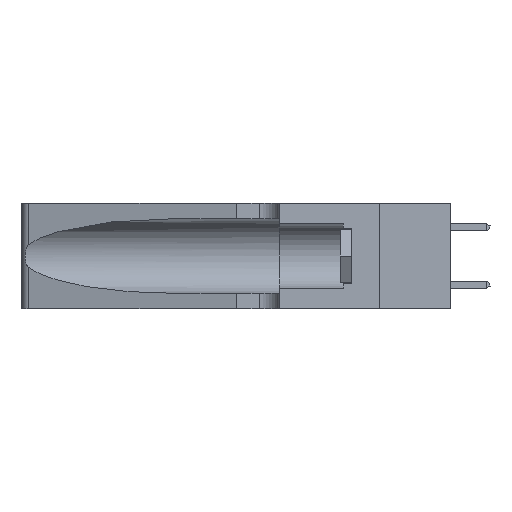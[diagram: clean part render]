
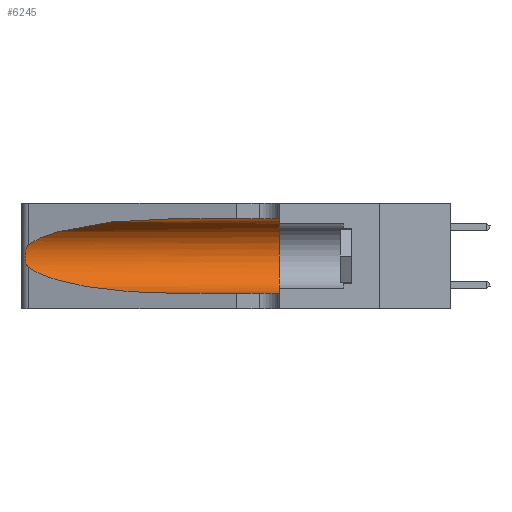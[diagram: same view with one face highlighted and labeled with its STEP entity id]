
A CAD part, left-side view. The second image highlights one B-rep face of the part: STEP entity #6245.
In plain terms, the highlighted cylindrical face has radius 3.308 mm (diameter 6.617 mm), a partial arc.
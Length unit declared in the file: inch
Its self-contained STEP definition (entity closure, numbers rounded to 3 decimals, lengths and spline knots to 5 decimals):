
#24 = DIRECTION ( 'NONE',  ( 0., -1., 0. ) ) ;
#468 =( BOUNDED_CURVE ( )  B_SPLINE_CURVE ( 3, ( #21596, #3164, #8473, #26822 ),
 .UNSPECIFIED., .F., .F. ) 
 B_SPLINE_CURVE_WITH_KNOTS ( ( 4, 4 ),
 ( 3.44316, 4.71239 ),
 .UNSPECIFIED. ) 
 CURVE ( )  GEOMETRIC_REPRESENTATION_ITEM ( )  RATIONAL_B_SPLINE_CURVE ( ( 1., 0.87, 0.87, 1. ) ) 
 REPRESENTATION_ITEM ( '' )  );
#729 = CARTESIAN_POINT ( 'NONE',  ( 0.1305, 0.35, 0.31525 ) ) ;
#835 = CARTESIAN_POINT ( 'NONE',  ( 0.18966, 0.96281, 0.31525 ) ) ;
#1309 = VERTEX_POINT ( 'NONE', #24523 ) ;
#1816 = LINE ( 'NONE', #17467, #13360 ) ;
#2343 = EDGE_CURVE ( 'NONE', #1309, #14321, #33586, .T. ) ;
#2558 = ORIENTED_EDGE ( 'NONE', *, *, #31093, .T. ) ;
#2592 = CARTESIAN_POINT ( 'NONE',  ( 0.25787, 1.23484, 0.2124 ) ) ;
#2844 = DIRECTION ( 'NONE',  ( 0., 1., 0. ) ) ;
#3164 = CARTESIAN_POINT ( 'NONE',  ( 0.2373, 1.15595, 0.08982 ) ) ;
#4425 = CARTESIAN_POINT ( 'NONE',  ( 0.25487, 1.22718, 0.14631 ) ) ;
#5257 = CARTESIAN_POINT ( 'NONE',  ( 0.26018, 1.23835, 0.19895 ) ) ;
#5947 = AXIS2_PLACEMENT_3D ( 'NONE', #18634, #2844, #21297 ) ;
#6245 = ADVANCED_FACE ( 'NONE', ( #10220 ), #30269, .F. ) ;
#6571 =( BOUNDED_CURVE ( )  B_SPLINE_CURVE ( 3, ( #27110, #835, #29705, #14056 ),
 .UNSPECIFIED., .F., .F. ) 
 B_SPLINE_CURVE_WITH_KNOTS ( ( 4, 4 ),
 ( 1.5708, 2.84003 ),
 .UNSPECIFIED. ) 
 CURVE ( )  GEOMETRIC_REPRESENTATION_ITEM ( )  RATIONAL_B_SPLINE_CURVE ( ( 1., 0.87, 0.87, 1. ) ) 
 REPRESENTATION_ITEM ( '' )  );
#6743 = VERTEX_POINT ( 'NONE', #8373 ) ;
#7903 = CARTESIAN_POINT ( 'NONE',  ( 0.26075, 1.23896, 0.178 ) ) ;
#8257 = CIRCLE ( 'NONE', #5947, 0.13025 ) ;
#8373 = CARTESIAN_POINT ( 'NONE',  ( 0.1305, 0.72297, 0.05475 ) ) ;
#8473 = CARTESIAN_POINT ( 'NONE',  ( 0.18966, 0.96281, 0.05475 ) ) ;
#9406 = EDGE_CURVE ( 'NONE', #1309, #31905, #6571, .T. ) ;
#10220 = FACE_OUTER_BOUND ( 'NONE', #30312, .T. ) ;
#10254 = EDGE_CURVE ( 'NONE', #22494, #6743, #468, .T. ) ;
#10555 = CARTESIAN_POINT ( 'NONE',  ( 0.25856, 1.23593, 0.16098 ) ) ;
#11635 = DIRECTION ( 'NONE',  ( 0., -1., 0. ) ) ;
#12655 = CARTESIAN_POINT ( 'NONE',  ( 0.25487, 1.22718, 0.22369 ) ) ;
#12788 = VECTOR ( 'NONE', #24, 39.37008 ) ;
#13195 = AXIS2_PLACEMENT_3D ( 'NONE', #19461, #11635, #27326 ) ;
#13205 = CARTESIAN_POINT ( 'NONE',  ( 0.25639, 1.23186, 0.15144 ) ) ;
#13360 = VECTOR ( 'NONE', #22635, 39.37008 ) ;
#14056 = CARTESIAN_POINT ( 'NONE',  ( 0.25487, 1.22718, 0.22369 ) ) ;
#14125 = CARTESIAN_POINT ( 'NONE',  ( 0.1305, 0.35, 0.05475 ) ) ;
#14321 = VERTEX_POINT ( 'NONE', #729 ) ;
#15361 = EDGE_CURVE ( 'NONE', #31905, #22494, #16268, .T. ) ;
#15836 = CARTESIAN_POINT ( 'NONE',  ( 0.25487, 1.22718, 0.14631 ) ) ;
#16118 = ORIENTED_EDGE ( 'NONE', *, *, #15361, .T. ) ;
#16268 = B_SPLINE_CURVE_WITH_KNOTS ( 'NONE', 3,
 ( #26144, #28756, #18381, #2592, #21043, #5257, #23632, #7903, #26265, #10555, #28872, #13205, #31467, #15836 ),
 .UNSPECIFIED., .F., .F.,
 ( 4, 2, 2, 2, 2, 2, 4 ),
 ( 0., 0.00027, 0.00053, 0.00107, 0.0016, 0.00187, 0.00214 ),
 .UNSPECIFIED. ) ;
#16606 = ORIENTED_EDGE ( 'NONE', *, *, #9406, .T. ) ;
#17467 = CARTESIAN_POINT ( 'NONE',  ( 0.1305, 1.61858, 0.05475 ) ) ;
#18381 = CARTESIAN_POINT ( 'NONE',  ( 0.25639, 1.23184, 0.21858 ) ) ;
#18634 = CARTESIAN_POINT ( 'NONE',  ( 0.1305, 0.35, 0.185 ) ) ;
#19461 = CARTESIAN_POINT ( 'NONE',  ( 0.1305, 1.61858, 0.185 ) ) ;
#21018 = VERTEX_POINT ( 'NONE', #14125 ) ;
#21043 = CARTESIAN_POINT ( 'NONE',  ( 0.25854, 1.2359, 0.20912 ) ) ;
#21297 = DIRECTION ( 'NONE',  ( 0., 0., 1. ) ) ;
#21596 = CARTESIAN_POINT ( 'NONE',  ( 0.25487, 1.22718, 0.14631 ) ) ;
#22494 = VERTEX_POINT ( 'NONE', #4425 ) ;
#22635 = DIRECTION ( 'NONE',  ( 0., -1., 0. ) ) ;
#22725 = ORIENTED_EDGE ( 'NONE', *, *, #10254, .T. ) ;
#22754 = ORIENTED_EDGE ( 'NONE', *, *, #2343, .F. ) ;
#23455 = EDGE_CURVE ( 'NONE', #14321, #21018, #8257, .T. ) ;
#23632 = CARTESIAN_POINT ( 'NONE',  ( 0.26075, 1.23896, 0.19203 ) ) ;
#24523 = CARTESIAN_POINT ( 'NONE',  ( 0.1305, 0.72297, 0.31525 ) ) ;
#26144 = CARTESIAN_POINT ( 'NONE',  ( 0.25487, 1.22718, 0.22369 ) ) ;
#26265 = CARTESIAN_POINT ( 'NONE',  ( 0.26017, 1.23833, 0.17102 ) ) ;
#26822 = CARTESIAN_POINT ( 'NONE',  ( 0.1305, 0.72297, 0.05475 ) ) ;
#27110 = CARTESIAN_POINT ( 'NONE',  ( 0.1305, 0.72297, 0.31525 ) ) ;
#27326 = DIRECTION ( 'NONE',  ( 0., 0., -1. ) ) ;
#28756 = CARTESIAN_POINT ( 'NONE',  ( 0.25555, 1.22994, 0.2215 ) ) ;
#28797 = CARTESIAN_POINT ( 'NONE',  ( 0.1305, 1.61858, 0.31525 ) ) ;
#28872 = CARTESIAN_POINT ( 'NONE',  ( 0.25789, 1.23486, 0.15765 ) ) ;
#29705 = CARTESIAN_POINT ( 'NONE',  ( 0.2373, 1.15595, 0.28018 ) ) ;
#30062 = ORIENTED_EDGE ( 'NONE', *, *, #23455, .F. ) ;
#30269 = CYLINDRICAL_SURFACE ( 'NONE', #13195, 0.13025 ) ;
#30312 = EDGE_LOOP ( 'NONE', ( #16606, #16118, #22725, #2558, #30062, #22754 ) ) ;
#31093 = EDGE_CURVE ( 'NONE', #6743, #21018, #1816, .T. ) ;
#31467 = CARTESIAN_POINT ( 'NONE',  ( 0.25555, 1.22993, 0.14849 ) ) ;
#31905 = VERTEX_POINT ( 'NONE', #12655 ) ;
#33586 = LINE ( 'NONE', #28797, #12788 ) ;
